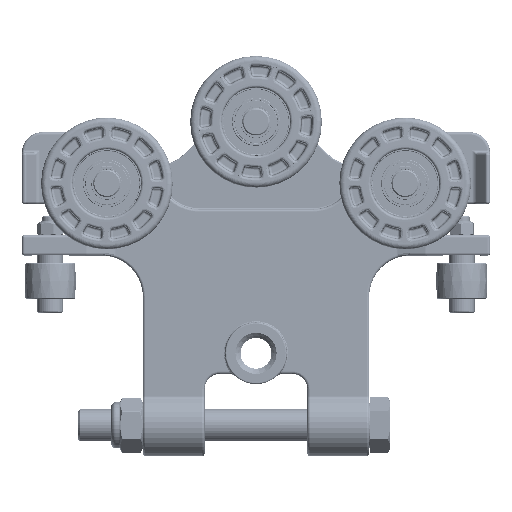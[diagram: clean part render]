
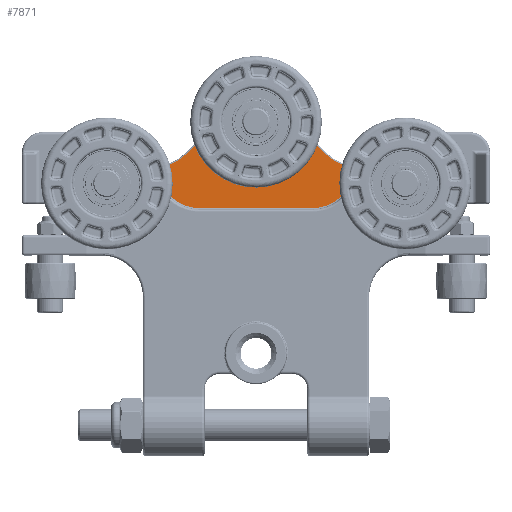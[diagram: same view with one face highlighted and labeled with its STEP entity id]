
A CAD part, top view. The second image highlights one B-rep face of the part: STEP entity #7871.
In plain terms, the highlighted planar face has unit normal (0, 0, 1).
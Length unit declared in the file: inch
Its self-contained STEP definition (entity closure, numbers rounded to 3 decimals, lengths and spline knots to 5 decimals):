
#7050=CARTESIAN_POINT('',(-0.61048,4.03493,0.25));
#7051=VERTEX_POINT('',#7050);
#7061=CARTESIAN_POINT('',(0.61048,4.03493,0.25));
#7062=VERTEX_POINT('',#7061);
#7063=CARTESIAN_POINT('',(0.,3.71875,0.25));
#7064=DIRECTION('',(0.0,0.0,-1.0));
#7065=DIRECTION('',(0.0,-1.0,0.0));
#7066=AXIS2_PLACEMENT_3D('',#7063,#7064,#7065);
#7067=CIRCLE('',#7066,0.6875);
#7068=EDGE_CURVE('',#7062,#7051,#7067,.T.);
#7721=CARTESIAN_POINT('',(-2.87671,2.72315,0.25));
#7722=VERTEX_POINT('',#7721);
#7753=CARTESIAN_POINT('',(-1.70491,2.93038,0.25));
#7754=VERTEX_POINT('',#7753);
#7772=CARTESIAN_POINT('',(-2.4375,3.65625,0.25));
#7773=DIRECTION('',(0.,0.,1.0));
#7774=DIRECTION('',(0.125,-0.992,0.));
#7775=AXIS2_PLACEMENT_3D('',#7772,#7773,#7774);
#7776=CIRCLE('',#7775,1.0313);
#7777=EDGE_CURVE('',#7722,#7754,#7776,.T.);
#7795=CARTESIAN_POINT('',(-1.70491,2.93038,0.25));
#7796=DIRECTION('',(0.704,0.71,0.0));
#7797=VECTOR('',#7796,1.55494);
#7798=LINE('',#7795,#7797);
#7799=EDGE_CURVE('',#7754,#7051,#7798,.T.);
#7804=CARTESIAN_POINT('',(0.,3.44121,0.25));
#7805=DIRECTION('',(0.0,0.0,1.0));
#7806=DIRECTION('',(1.0,0.0,0.0));
#7807=AXIS2_PLACEMENT_3D('',#7804,#7805,#7806);
#7808=PLANE('',#7807);
#7809=ORIENTED_EDGE('',*,*,#7799,.F.);
#7810=ORIENTED_EDGE('',*,*,#7777,.F.);
#7811=CARTESIAN_POINT('',(-2.0729,1.9119,0.25));
#7812=VERTEX_POINT('',#7811);
#7813=CARTESIAN_POINT('',(-2.0729,1.9119,0.25));
#7814=DIRECTION('',(-0.704,0.71,0.0));
#7815=VECTOR('',#7814,1.14203);
#7816=LINE('',#7813,#7815);
#7817=EDGE_CURVE('',#7812,#7722,#7816,.T.);
#7818=ORIENTED_EDGE('',*,*,#7817,.F.);
#7819=CARTESIAN_POINT('',(-1.38474,1.625,0.25));
#7820=VERTEX_POINT('',#7819);
#7821=CARTESIAN_POINT('',(-1.38474,2.59375,0.25));
#7822=DIRECTION('',(0.,0.,-1.));
#7823=DIRECTION('',(-0.385,-0.923,0.));
#7824=AXIS2_PLACEMENT_3D('',#7821,#7822,#7823);
#7825=CIRCLE('',#7824,0.96875);
#7826=EDGE_CURVE('',#7820,#7812,#7825,.T.);
#7827=ORIENTED_EDGE('',*,*,#7826,.F.);
#7828=CARTESIAN_POINT('',(1.38474,1.625,0.25));
#7829=VERTEX_POINT('',#7828);
#7830=CARTESIAN_POINT('',(1.38474,1.625,0.25));
#7831=DIRECTION('',(-1.0,0.0,0.0));
#7832=VECTOR('',#7831,2.76948);
#7833=LINE('',#7830,#7832);
#7834=EDGE_CURVE('',#7829,#7820,#7833,.T.);
#7835=ORIENTED_EDGE('',*,*,#7834,.F.);
#7836=CARTESIAN_POINT('',(2.0729,1.9119,0.25));
#7837=VERTEX_POINT('',#7836);
#7838=CARTESIAN_POINT('',(1.38474,2.59375,0.25));
#7839=DIRECTION('',(0.,0.,-1.));
#7840=DIRECTION('',(0.385,-0.923,0.));
#7841=AXIS2_PLACEMENT_3D('',#7838,#7839,#7840);
#7842=CIRCLE('',#7841,0.96875);
#7843=EDGE_CURVE('',#7837,#7829,#7842,.T.);
#7844=ORIENTED_EDGE('',*,*,#7843,.F.);
#7845=CARTESIAN_POINT('',(2.87671,2.72315,0.25));
#7846=VERTEX_POINT('',#7845);
#7847=CARTESIAN_POINT('',(2.87671,2.72315,0.25));
#7848=DIRECTION('',(-0.704,-0.71,0.0));
#7849=VECTOR('',#7848,1.14203);
#7850=LINE('',#7847,#7849);
#7851=EDGE_CURVE('',#7846,#7837,#7850,.T.);
#7852=ORIENTED_EDGE('',*,*,#7851,.F.);
#7853=CARTESIAN_POINT('',(1.70491,2.93038,0.25));
#7854=VERTEX_POINT('',#7853);
#7855=CARTESIAN_POINT('',(2.4375,3.65625,0.25));
#7856=DIRECTION('',(0.,0.,1.));
#7857=DIRECTION('',(-0.125,-0.992,0.));
#7858=AXIS2_PLACEMENT_3D('',#7855,#7856,#7857);
#7859=CIRCLE('',#7858,1.0313);
#7860=EDGE_CURVE('',#7854,#7846,#7859,.T.);
#7861=ORIENTED_EDGE('',*,*,#7860,.F.);
#7862=CARTESIAN_POINT('',(0.61048,4.03493,0.25));
#7863=DIRECTION('',(0.704,-0.71,0.0));
#7864=VECTOR('',#7863,1.55494);
#7865=LINE('',#7862,#7864);
#7866=EDGE_CURVE('',#7062,#7854,#7865,.T.);
#7867=ORIENTED_EDGE('',*,*,#7866,.F.);
#7868=ORIENTED_EDGE('',*,*,#7068,.T.);
#7869=EDGE_LOOP('',(#7809,#7810,#7818,#7827,#7835,#7844,#7852,#7861,#7867,#7868));
#7870=FACE_OUTER_BOUND('',#7869,.T.);
#7871=ADVANCED_FACE('',(#7870),#7808,.T.);
